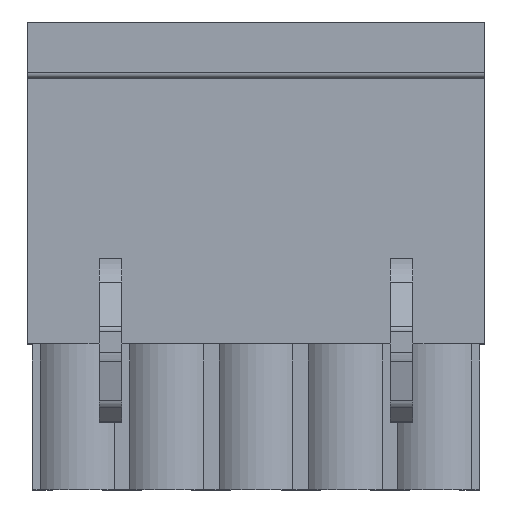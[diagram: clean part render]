
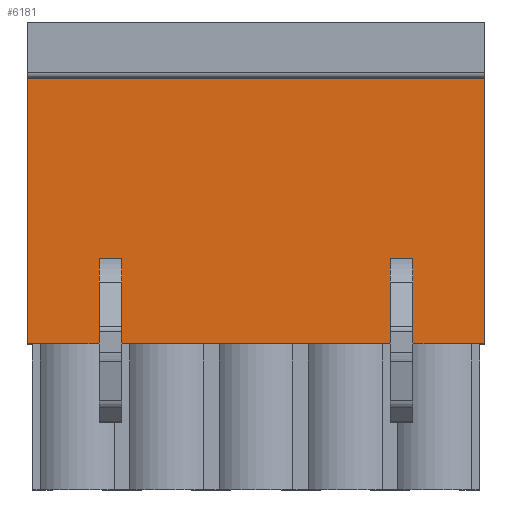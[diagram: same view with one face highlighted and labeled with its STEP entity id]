
A CAD part, top view. The second image highlights one B-rep face of the part: STEP entity #6181.
In plain terms, the highlighted planar face has unit normal (0, 0, 1).
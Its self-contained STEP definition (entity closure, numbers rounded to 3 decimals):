
#6=DIRECTION('',(0.,-1.,0.));
#7=VECTOR('',#6,15.1);
#8=CARTESIAN_POINT('',(0.,9.44,6.96));
#9=LINE('',#8,#7);
#322=DIRECTION('',(-1.,0.,0.));
#323=VECTOR('',#322,4.09);
#324=CARTESIAN_POINT('',(-21.93,-5.66,6.96));
#325=LINE('',#324,#323);
#330=DIRECTION('',(-1.,0.,0.));
#331=VECTOR('',#330,15.24);
#332=CARTESIAN_POINT('',(-5.39,-5.66,6.96));
#333=LINE('',#332,#331);
#338=DIRECTION('',(-1.,0.,0.));
#339=VECTOR('',#338,4.09);
#340=CARTESIAN_POINT('',(0.,-5.66,6.96));
#341=LINE('',#340,#339);
#1053=DIRECTION('',(0.,1.,0.));
#1054=VECTOR('',#1053,4.844);
#1055=CARTESIAN_POINT('',(-21.93,-5.66,6.96));
#1056=LINE('',#1055,#1054);
#1057=DIRECTION('',(-1.,0.,0.));
#1058=VECTOR('',#1057,26.02);
#1059=CARTESIAN_POINT('',(0.,9.44,6.96));
#1060=LINE('',#1059,#1058);
#1061=DIRECTION('',(0.,1.,0.));
#1062=VECTOR('',#1061,4.844);
#1063=CARTESIAN_POINT('',(-4.09,-5.66,6.96));
#1064=LINE('',#1063,#1062);
#1065=DIRECTION('',(1.,0.,0.));
#1066=VECTOR('',#1065,1.3);
#1067=CARTESIAN_POINT('',(-5.39,-0.816,6.96));
#1068=LINE('',#1067,#1066);
#1069=DIRECTION('',(0.,1.,0.));
#1070=VECTOR('',#1069,4.844);
#1071=CARTESIAN_POINT('',(-5.39,-5.66,6.96));
#1072=LINE('',#1071,#1070);
#1073=DIRECTION('',(0.,1.,0.));
#1074=VECTOR('',#1073,4.844);
#1075=CARTESIAN_POINT('',(-20.63,-5.66,6.96));
#1076=LINE('',#1075,#1074);
#1077=DIRECTION('',(1.,0.,0.));
#1078=VECTOR('',#1077,1.3);
#1079=CARTESIAN_POINT('',(-21.93,-0.816,6.96));
#1080=LINE('',#1079,#1078);
#1374=DIRECTION('',(0.,-1.,0.));
#1375=VECTOR('',#1374,15.1);
#1376=CARTESIAN_POINT('',(-26.02,9.44,6.96));
#1377=LINE('',#1376,#1375);
#3579=CARTESIAN_POINT('',(0.,9.44,6.96));
#3580=CARTESIAN_POINT('',(0.,-5.66,6.96));
#3581=VERTEX_POINT('',#3579);
#3582=VERTEX_POINT('',#3580);
#3617=CARTESIAN_POINT('',(-26.02,9.44,6.96));
#3618=CARTESIAN_POINT('',(-26.02,-5.66,6.96));
#3619=VERTEX_POINT('',#3617);
#3620=VERTEX_POINT('',#3618);
#4623=CARTESIAN_POINT('',(-4.09,-5.66,6.96));
#4624=CARTESIAN_POINT('',(-4.09,-0.816,6.96));
#4625=VERTEX_POINT('',#4623);
#4626=VERTEX_POINT('',#4624);
#4627=CARTESIAN_POINT('',(-5.39,-5.66,6.96));
#4628=CARTESIAN_POINT('',(-5.39,-0.816,6.96));
#4629=VERTEX_POINT('',#4627);
#4630=VERTEX_POINT('',#4628);
#4691=CARTESIAN_POINT('',(-21.93,-5.66,6.96));
#4692=VERTEX_POINT('',#4691);
#4693=CARTESIAN_POINT('',(-21.93,-0.816,6.96));
#4694=VERTEX_POINT('',#4693);
#4695=CARTESIAN_POINT('',(-20.63,-5.66,6.96));
#4696=VERTEX_POINT('',#4695);
#4697=CARTESIAN_POINT('',(-20.63,-0.816,6.96));
#4698=VERTEX_POINT('',#4697);
#6154=CARTESIAN_POINT('',(0.,9.44,6.96));
#6155=DIRECTION('',(0.,0.,1.));
#6156=DIRECTION('',(0.,-1.,0.));
#6157=AXIS2_PLACEMENT_3D('',#6154,#6155,#6156);
#6158=PLANE('',#6157);
#6160=ORIENTED_EDGE('',*,*,#6159,.F.);
#6161=ORIENTED_EDGE('',*,*,#4836,.T.);
#6163=ORIENTED_EDGE('',*,*,#6162,.F.);
#6165=ORIENTED_EDGE('',*,*,#6164,.F.);
#6166=ORIENTED_EDGE('',*,*,#4708,.T.);
#6167=ORIENTED_EDGE('',*,*,#4852,.T.);
#6169=ORIENTED_EDGE('',*,*,#6168,.T.);
#6171=ORIENTED_EDGE('',*,*,#6170,.F.);
#6173=ORIENTED_EDGE('',*,*,#6172,.F.);
#6174=ORIENTED_EDGE('',*,*,#4844,.T.);
#6176=ORIENTED_EDGE('',*,*,#6175,.T.);
#6178=ORIENTED_EDGE('',*,*,#6177,.F.);
#6179=EDGE_LOOP('',(#6160,#6161,#6163,#6165,#6166,#6167,#6169,#6171,#6173,#6174,
#6176,#6178));
#6180=FACE_OUTER_BOUND('',#6179,.F.);
#6181=ADVANCED_FACE('',(#6180),#6158,.T.);
#4708=EDGE_CURVE('',#3581,#3582,#9,.T.);
#4836=EDGE_CURVE('',#4692,#3620,#325,.T.);
#4844=EDGE_CURVE('',#4629,#4696,#333,.T.);
#4852=EDGE_CURVE('',#3582,#4625,#341,.T.);
#6159=EDGE_CURVE('',#4692,#4694,#1056,.T.);
#6162=EDGE_CURVE('',#3619,#3620,#1377,.T.);
#6164=EDGE_CURVE('',#3581,#3619,#1060,.T.);
#6168=EDGE_CURVE('',#4625,#4626,#1064,.T.);
#6170=EDGE_CURVE('',#4630,#4626,#1068,.T.);
#6172=EDGE_CURVE('',#4629,#4630,#1072,.T.);
#6175=EDGE_CURVE('',#4696,#4698,#1076,.T.);
#6177=EDGE_CURVE('',#4694,#4698,#1080,.T.);
